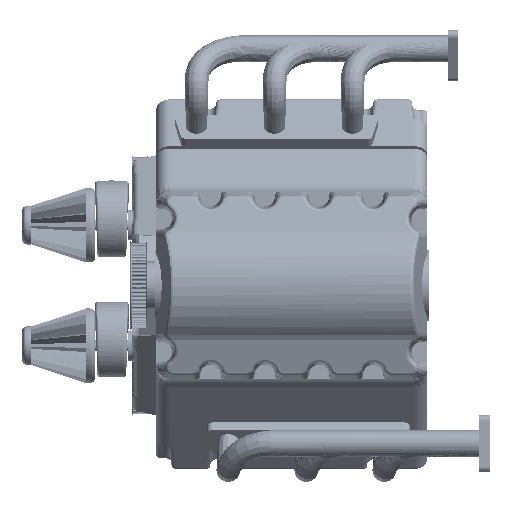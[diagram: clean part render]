
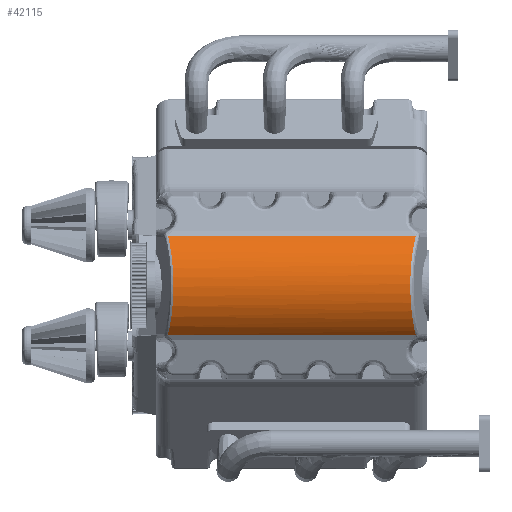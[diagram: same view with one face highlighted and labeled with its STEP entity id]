
A CAD part, left-side view. The second image highlights one B-rep face of the part: STEP entity #42115.
In plain terms, the highlighted free-form (B-spline) face has degree [2, 1] with [3, 2] control points.
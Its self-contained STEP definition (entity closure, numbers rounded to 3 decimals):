
#38567 = VERTEX_POINT('',#38568);
#38568 = CARTESIAN_POINT('',(-72.285,182.577,
    -77.086));
#38628 = EDGE_CURVE('',#38567,#38629,#38631,.T.);
#38629 = VERTEX_POINT('',#38630);
#38630 = CARTESIAN_POINT('',(-72.285,182.577,
    77.086));
#38631 = B_SPLINE_CURVE_WITH_KNOTS('',5,(#38632,#38633,#38634,#38635,
    #38636,#38637,#38638,#38639,#38640,#38641,#38642,#38643,#38644,
    #38645,#38646,#38647,#38648,#38649),.UNSPECIFIED.,.F.,.F.,(6,3,3,3,3
    ,6),(130.908,174.254,260.318,331.767,
    404.466,419.224),.UNSPECIFIED.);
#38632 = CARTESIAN_POINT('',(-72.285,182.577,
    -77.086));
#38633 = CARTESIAN_POINT('',(-76.032,181.623,
    -73.572));
#38634 = CARTESIAN_POINT('',(-79.574,180.721,
    -69.823));
#38635 = CARTESIAN_POINT('',(-82.889,179.877,
    -65.855));
#38636 = CARTESIAN_POINT('',(-92.057,177.544,
    -53.407));
#38637 = CARTESIAN_POINT('',(-98.896,175.803,
    -39.352));
#38638 = CARTESIAN_POINT('',(-102.286,174.94,
    -29.461));
#38639 = CARTESIAN_POINT('',(-106.207,173.942,
    -10.738));
#38640 = CARTESIAN_POINT('',(-105.876,174.026,
    8.369));
#38641 = CARTESIAN_POINT('',(-104.837,174.29,
    16.987));
#38642 = CARTESIAN_POINT('',(-100.99,175.27,
    34.015));
#38643 = CARTESIAN_POINT('',(-93.796,177.101,
    49.845));
#38644 = CARTESIAN_POINT('',(-89.365,178.229,
    57.402));
#38645 = CARTESIAN_POINT('',(-83.163,179.808,
    65.853));
#38646 = CARTESIAN_POINT('',(-76.04,181.621,
    73.416));
#38647 = CARTESIAN_POINT('',(-74.813,181.933,
    74.666));
#38648 = CARTESIAN_POINT('',(-73.56,182.252,
    75.89));
#38649 = CARTESIAN_POINT('',(-72.285,182.577,
    77.086));
#41602 = VERTEX_POINT('',#41603);
#41603 = CARTESIAN_POINT('',(-72.285,-203.712,
    -77.086));
#41641 = EDGE_CURVE('',#38567,#41602,#41642,.T.);
#41642 = B_SPLINE_CURVE_WITH_KNOTS('',1,(#41643,#41644),.UNSPECIFIED.,
  .F.,.F.,(2,2),(-232.119,232.119),
  .PIECEWISE_BEZIER_KNOTS.);
#41643 = CARTESIAN_POINT('',(-72.285,182.577,
    -77.086));
#41644 = CARTESIAN_POINT('',(-72.285,-203.712,
    -77.086));
#42115 = ADVANCED_FACE('',(#42116),#42142,.T.);
#42116 = FACE_BOUND('',#42117,.T.);
#42117 = EDGE_LOOP('',(#42118,#42135,#42140,#42141));
#42118 = ORIENTED_EDGE('',*,*,#42119,.F.);
#42119 = EDGE_CURVE('',#42120,#41602,#42122,.T.);
#42120 = VERTEX_POINT('',#42121);
#42121 = CARTESIAN_POINT('',(-72.285,-203.712,
    77.086));
#42122 = B_SPLINE_CURVE_WITH_KNOTS('',5,(#42123,#42124,#42125,#42126,
    #42127,#42128,#42129,#42130,#42131,#42132,#42133,#42134),
  .UNSPECIFIED.,.F.,.F.,(6,3,3,6),(130.908,260.318,
    331.767,419.224),.UNSPECIFIED.);
#42123 = CARTESIAN_POINT('',(-72.285,-203.712,
    77.086));
#42124 = CARTESIAN_POINT('',(-83.473,-200.864,
    66.595));
#42125 = CARTESIAN_POINT('',(-92.825,-198.483,
    54.011));
#42126 = CARTESIAN_POINT('',(-99.806,-196.706,
    39.737));
#42127 = CARTESIAN_POINT('',(-106.299,-195.054,
    15.995));
#42128 = CARTESIAN_POINT('',(-105.876,-195.161,
    -8.369));
#42129 = CARTESIAN_POINT('',(-104.837,-195.425,
    -16.987));
#42130 = CARTESIAN_POINT('',(-100.596,-196.505,
    -35.758));
#42131 = CARTESIAN_POINT('',(-92.287,-198.62,
    -53.074));
#42132 = CARTESIAN_POINT('',(-86.568,-200.076,
    -61.95));
#42133 = CARTESIAN_POINT('',(-79.846,-201.787,
    -69.996));
#42134 = CARTESIAN_POINT('',(-72.285,-203.712,
    -77.086));
#42135 = ORIENTED_EDGE('',*,*,#42136,.T.);
#42136 = EDGE_CURVE('',#42120,#38629,#42137,.T.);
#42137 = B_SPLINE_CURVE_WITH_KNOTS('',1,(#42138,#42139),.UNSPECIFIED.,
  .F.,.F.,(2,2),(-232.119,232.119),
  .PIECEWISE_BEZIER_KNOTS.);
#42138 = CARTESIAN_POINT('',(-72.285,-203.712,
    77.086));
#42139 = CARTESIAN_POINT('',(-72.285,182.577,
    77.086));
#42140 = ORIENTED_EDGE('',*,*,#38628,.F.);
#42141 = ORIENTED_EDGE('',*,*,#41641,.T.);
#42142 = ( BOUNDED_SURFACE() B_SPLINE_SURFACE(2,1,(
    (#42143,#42144)
    ,(#42145,#42146)
    ,(#42147,#42148
)),.UNSPECIFIED.,.F.,.F.,.F.) B_SPLINE_SURFACE_WITH_KNOTS((3,3),(2,2),(
    0.046,1.681),(-232.119,232.119),
.PIECEWISE_BEZIER_KNOTS.) GEOMETRIC_REPRESENTATION_ITEM() 
RATIONAL_B_SPLINE_SURFACE((
    (1.,1.)
    ,(0.684,0.684)
,(1.,1.))) REPRESENTATION_ITEM('') SURFACE() );
#42143 = CARTESIAN_POINT('',(-72.285,-203.712,
    -77.086));
#42144 = CARTESIAN_POINT('',(-72.285,182.577,
    -77.086));
#42145 = CARTESIAN_POINT('',(-154.492,-203.712,
    0.));
#42146 = CARTESIAN_POINT('',(-154.492,182.577,
    0.));
#42147 = CARTESIAN_POINT('',(-72.285,-203.712,
    77.086));
#42148 = CARTESIAN_POINT('',(-72.285,182.577,
    77.086));
